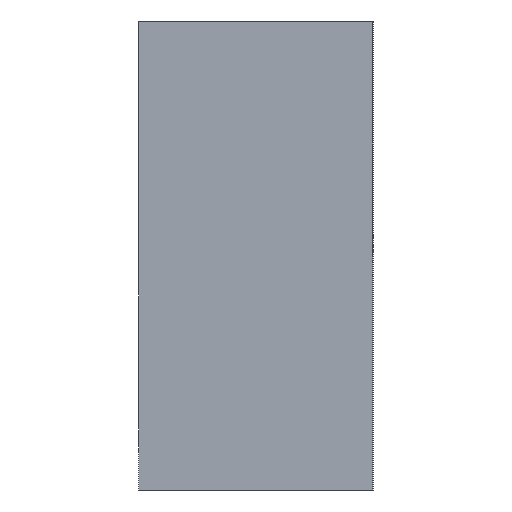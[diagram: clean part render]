
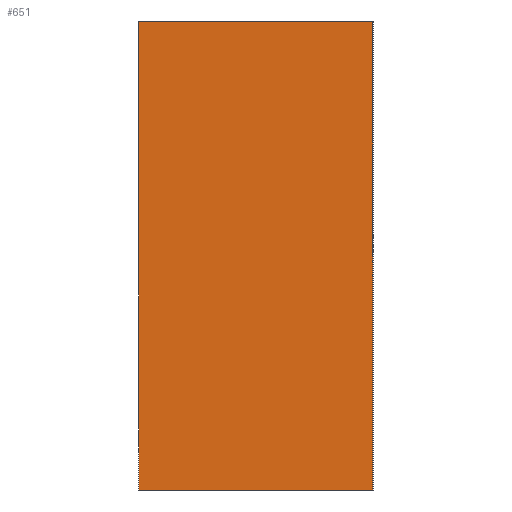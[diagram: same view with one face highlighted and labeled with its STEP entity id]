
A CAD part, left-side view. The second image highlights one B-rep face of the part: STEP entity #651.
In plain terms, the highlighted planar face has unit normal (-1, 0, 0).
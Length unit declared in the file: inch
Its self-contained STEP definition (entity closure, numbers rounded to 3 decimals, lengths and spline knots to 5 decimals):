
#18 = PLANE ( 'NONE',  #517 ) ;
#25 = ORIENTED_EDGE ( 'NONE', *, *, #958, .T. ) ;
#51 = VERTEX_POINT ( 'NONE', #1073 ) ;
#128 = ORIENTED_EDGE ( 'NONE', *, *, #703, .F. ) ;
#133 = DIRECTION ( 'NONE',  ( 1., 0., 0. ) ) ;
#138 = CARTESIAN_POINT ( 'NONE',  ( 0., 1.5, 0. ) ) ;
#153 = VERTEX_POINT ( 'NONE', #429 ) ;
#222 = CARTESIAN_POINT ( 'NONE',  ( 0., 0., -3. ) ) ;
#225 = DIRECTION ( 'NONE',  ( 0., -1., 0. ) ) ;
#429 = CARTESIAN_POINT ( 'NONE',  ( 0., 0., 0. ) ) ;
#437 = DIRECTION ( 'NONE',  ( 0., 0., -1. ) ) ;
#454 = CARTESIAN_POINT ( 'NONE',  ( 0., 1.5, 0. ) ) ;
#474 = VECTOR ( 'NONE', #1409, 39.37008 ) ;
#517 = AXIS2_PLACEMENT_3D ( 'NONE', #138, #133, #437 ) ;
#531 = VECTOR ( 'NONE', #1150, 39.37008 ) ;
#536 = ORIENTED_EDGE ( 'NONE', *, *, #819, .T. ) ;
#598 = LINE ( 'NONE', #1373, #531 ) ;
#642 = CARTESIAN_POINT ( 'NONE',  ( 0., 1.5, -3. ) ) ;
#651 = ADVANCED_FACE ( 'NONE', ( #895 ), #18, .F. ) ;
#703 = EDGE_CURVE ( 'NONE', #51, #153, #996, .T. ) ;
#759 = CARTESIAN_POINT ( 'NONE',  ( 0., 0., 0. ) ) ;
#786 = VECTOR ( 'NONE', #225, 39.37008 ) ;
#819 = EDGE_CURVE ( 'NONE', #1011, #1212, #1102, .T. ) ;
#861 = LINE ( 'NONE', #759, #474 ) ;
#895 = FACE_OUTER_BOUND ( 'NONE', #1101, .T. ) ;
#958 = EDGE_CURVE ( 'NONE', #1212, #153, #861, .T. ) ;
#968 = DIRECTION ( 'NONE',  ( 0., -1., 0. ) ) ;
#996 = LINE ( 'NONE', #454, #786 ) ;
#1011 = VERTEX_POINT ( 'NONE', #1040 ) ;
#1015 = EDGE_CURVE ( 'NONE', #1011, #51, #598, .T. ) ;
#1040 = CARTESIAN_POINT ( 'NONE',  ( 0., 1.5, -3. ) ) ;
#1073 = CARTESIAN_POINT ( 'NONE',  ( 0., 1.5, 0. ) ) ;
#1101 = EDGE_LOOP ( 'NONE', ( #25, #128, #1241, #536 ) ) ;
#1102 = LINE ( 'NONE', #642, #1235 ) ;
#1150 = DIRECTION ( 'NONE',  ( 0., 0., 1. ) ) ;
#1212 = VERTEX_POINT ( 'NONE', #222 ) ;
#1235 = VECTOR ( 'NONE', #968, 39.37008 ) ;
#1241 = ORIENTED_EDGE ( 'NONE', *, *, #1015, .F. ) ;
#1373 = CARTESIAN_POINT ( 'NONE',  ( 0., 1.5, 0. ) ) ;
#1409 = DIRECTION ( 'NONE',  ( 0., 0., 1. ) ) ;
